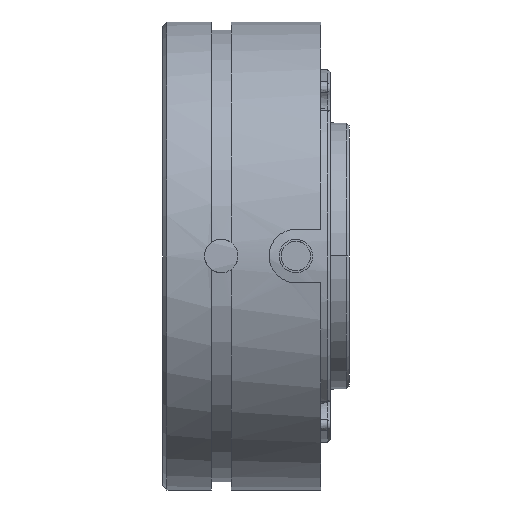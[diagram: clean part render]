
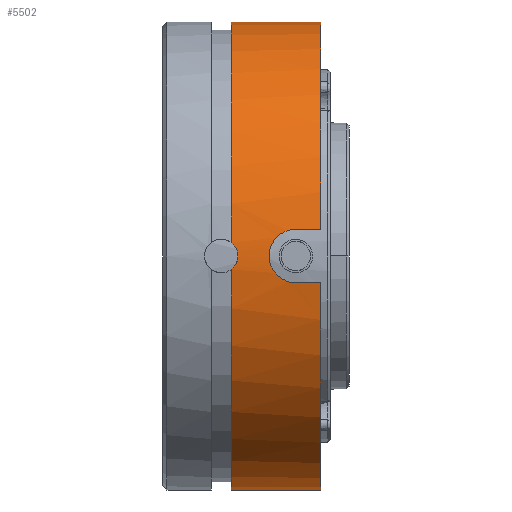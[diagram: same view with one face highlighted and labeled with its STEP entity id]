
A CAD part, front view. The second image highlights one B-rep face of the part: STEP entity #5502.
In plain terms, the highlighted cylindrical face has radius 17.474 mm (diameter 34.948 mm), a partial arc.
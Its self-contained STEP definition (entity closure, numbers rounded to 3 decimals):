
#235=DIRECTION('',(-1.,0.,0.));
#236=VECTOR('',#235,6.7);
#237=CARTESIAN_POINT('',(-33.002,0.,29.183));
#238=LINE('',#237,#236);
#306=DIRECTION('',(-1.,0.,0.));
#307=VECTOR('',#306,6.7);
#308=CARTESIAN_POINT('',(-33.002,0.,64.131));
#309=LINE('',#308,#307);
#492=CARTESIAN_POINT('',(-39.202,-17.474,46.657));
#493=CARTESIAN_POINT('',(-39.202,-17.474,46.561));
#494=CARTESIAN_POINT('',(-39.223,-17.472,46.374));
#495=CARTESIAN_POINT('',(-39.323,-17.465,46.093));
#496=CARTESIAN_POINT('',(-39.484,-17.456,45.849));
#497=CARTESIAN_POINT('',(-39.623,-17.449,45.716));
#498=CARTESIAN_POINT('',(-39.702,-17.445,45.657));
#500=CARTESIAN_POINT('',(-39.702,-17.445,47.657));
#501=CARTESIAN_POINT('',(-39.623,-17.449,47.597));
#502=CARTESIAN_POINT('',(-39.484,-17.456,47.464));
#503=CARTESIAN_POINT('',(-39.324,-17.465,47.221));
#504=CARTESIAN_POINT('',(-39.223,-17.472,46.94));
#505=CARTESIAN_POINT('',(-39.202,-17.474,46.752));
#506=CARTESIAN_POINT('',(-39.202,-17.474,46.657));
#508=CARTESIAN_POINT('',(-39.702,0.,46.657));
#509=DIRECTION('',(-1.,0.,0.));
#510=DIRECTION('',(0.,-0.998,0.057));
#511=AXIS2_PLACEMENT_3D('',#508,#509,#510);
#513=CARTESIAN_POINT('',(-33.002,0.,46.657));
#514=DIRECTION('',(-1.,0.,0.));
#515=DIRECTION('',(0.,-0.993,0.114));
#516=AXIS2_PLACEMENT_3D('',#513,#514,#515);
#518=DIRECTION('',(-1.,0.,0.));
#519=VECTOR('',#518,1.877);
#520=CARTESIAN_POINT('',(-33.002,-17.359,48.657));
#521=LINE('',#520,#519);
#522=CARTESIAN_POINT('',(-34.88,-17.359,48.657));
#523=CARTESIAN_POINT('',(-35.031,-17.359,48.657));
#524=CARTESIAN_POINT('',(-35.325,-17.363,48.624));
#525=CARTESIAN_POINT('',(-35.756,-17.38,48.473));
#526=CARTESIAN_POINT('',(-36.134,-17.403,48.236));
#527=CARTESIAN_POINT('',(-36.459,-17.43,47.912));
#528=CARTESIAN_POINT('',(-36.696,-17.453,47.534));
#529=CARTESIAN_POINT('',(-36.846,-17.47,47.104));
#530=CARTESIAN_POINT('',(-36.896,-17.476,46.657));
#531=CARTESIAN_POINT('',(-36.846,-17.47,46.21));
#532=CARTESIAN_POINT('',(-36.696,-17.453,45.78));
#533=CARTESIAN_POINT('',(-36.459,-17.43,45.402));
#534=CARTESIAN_POINT('',(-36.134,-17.403,45.078));
#535=CARTESIAN_POINT('',(-35.756,-17.38,44.84));
#536=CARTESIAN_POINT('',(-35.325,-17.363,44.69));
#537=CARTESIAN_POINT('',(-35.031,-17.359,44.657));
#538=CARTESIAN_POINT('',(-34.88,-17.359,44.657));
#540=DIRECTION('',(-1.,0.,0.));
#541=VECTOR('',#540,1.877);
#542=CARTESIAN_POINT('',(-33.002,-17.359,44.657));
#543=LINE('',#542,#541);
#544=CARTESIAN_POINT('',(-33.002,0.,46.657));
#545=DIRECTION('',(-1.,0.,0.));
#546=DIRECTION('',(0.,0.,-1.));
#547=AXIS2_PLACEMENT_3D('',#544,#545,#546);
#549=CARTESIAN_POINT('',(-39.702,0.,46.657));
#550=DIRECTION('',(-1.,0.,0.));
#551=DIRECTION('',(0.,0.,-1.));
#552=AXIS2_PLACEMENT_3D('',#549,#550,#551);
#5041=CARTESIAN_POINT('',(-33.002,-17.359,
48.657));
#5042=CARTESIAN_POINT('',(-34.88,-17.359,
48.657));
#5043=VERTEX_POINT('',#5041);
#5044=VERTEX_POINT('',#5042);
#5045=CARTESIAN_POINT('',(-33.002,-17.359,
44.657));
#5046=CARTESIAN_POINT('',(-34.88,-17.359,
44.657));
#5047=VERTEX_POINT('',#5045);
#5048=VERTEX_POINT('',#5046);
#5049=CARTESIAN_POINT('',(-33.002,0.,29.183));
#5050=VERTEX_POINT('',#5049);
#5051=CARTESIAN_POINT('',(-33.002,0.,64.131));
#5052=VERTEX_POINT('',#5051);
#5077=CARTESIAN_POINT('',(-39.702,0.,29.183));
#5078=VERTEX_POINT('',#5077);
#5081=CARTESIAN_POINT('',(-39.702,0.,64.131));
#5082=VERTEX_POINT('',#5081);
#5096=CARTESIAN_POINT('',(-39.702,-17.445,
45.657));
#5098=VERTEX_POINT('',#5096);
#5100=CARTESIAN_POINT('',(-39.702,-17.445,
47.657));
#5102=VERTEX_POINT('',#5100);
#5105=CARTESIAN_POINT('',(-39.202,-17.474,
46.657));
#5106=VERTEX_POINT('',#5105);
#5477=CARTESIAN_POINT('',(-35.402,0.,46.657));
#5478=DIRECTION('',(-1.,0.,0.));
#5479=DIRECTION('',(0.,0.,-1.));
#5480=AXIS2_PLACEMENT_3D('',#5477,#5478,#5479);
#5481=CYLINDRICAL_SURFACE('',#5480,17.474);
#5483=ORIENTED_EDGE('',*,*,#5482,.F.);
#5485=ORIENTED_EDGE('',*,*,#5484,.F.);
#5486=ORIENTED_EDGE('',*,*,#5436,.T.);
#5487=ORIENTED_EDGE('',*,*,#5284,.F.);
#5489=ORIENTED_EDGE('',*,*,#5488,.F.);
#5491=ORIENTED_EDGE('',*,*,#5490,.T.);
#5493=ORIENTED_EDGE('',*,*,#5492,.T.);
#5495=ORIENTED_EDGE('',*,*,#5494,.F.);
#5497=ORIENTED_EDGE('',*,*,#5496,.F.);
#5498=ORIENTED_EDGE('',*,*,#5264,.T.);
#5499=ORIENTED_EDGE('',*,*,#5453,.T.);
#5500=EDGE_LOOP('',(#5483,#5485,#5486,#5487,#5489,#5491,#5493,#5495,#5497,#5498,
#5499));
#5501=FACE_OUTER_BOUND('',#5500,.F.);
#499=B_SPLINE_CURVE_WITH_KNOTS('',3,(#492,#493,#494,#495,#496,#497,#498),
.UNSPECIFIED.,.F.,.F.,(4,1,1,1,4),(0.,0.25,0.5,0.75,1.),
.UNSPECIFIED.);
#507=B_SPLINE_CURVE_WITH_KNOTS('',3,(#500,#501,#502,#503,#504,#505,#506),
.UNSPECIFIED.,.F.,.F.,(4,1,1,1,4),(0.,0.25,0.5,0.75,1.),
.UNSPECIFIED.);
#512=CIRCLE('',#511,17.474);
#517=CIRCLE('',#516,17.474);
#539=B_SPLINE_CURVE_WITH_KNOTS('',3,(#522,#523,#524,#525,#526,#527,#528,#529,
#530,#531,#532,#533,#534,#535,#536,#537,#538),.UNSPECIFIED.,.F.,.F.,(4,1,1,1,1,
1,1,1,1,1,1,1,1,1,4),(0.,0.071,0.143,
0.214,0.286,0.357,0.429,0.5,
0.571,0.643,0.714,0.786,
0.857,0.929,1.),.UNSPECIFIED.);
#548=CIRCLE('',#547,17.474);
#553=CIRCLE('',#552,17.474);
#5264=EDGE_CURVE('',#5050,#5078,#238,.T.);
#5284=EDGE_CURVE('',#5052,#5082,#309,.T.);
#5436=EDGE_CURVE('',#5102,#5082,#512,.T.);
#5453=EDGE_CURVE('',#5078,#5098,#553,.T.);
#5482=EDGE_CURVE('',#5106,#5098,#499,.T.);
#5484=EDGE_CURVE('',#5102,#5106,#507,.T.);
#5488=EDGE_CURVE('',#5043,#5052,#517,.T.);
#5490=EDGE_CURVE('',#5043,#5044,#521,.T.);
#5492=EDGE_CURVE('',#5044,#5048,#539,.T.);
#5494=EDGE_CURVE('',#5047,#5048,#543,.T.);
#5496=EDGE_CURVE('',#5050,#5047,#548,.T.);
#5502=ADVANCED_FACE('',(#5501),#5481,.T.);
